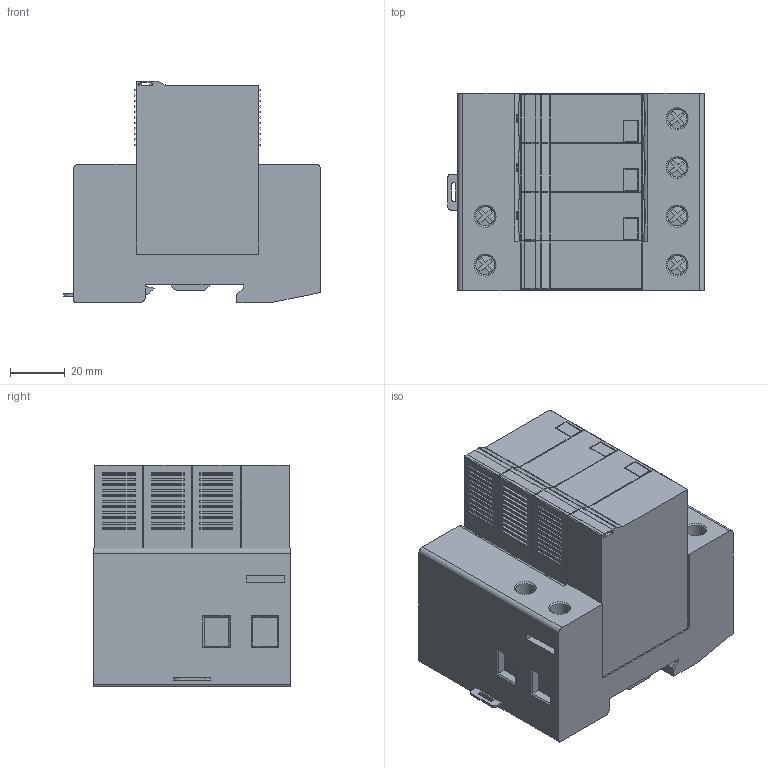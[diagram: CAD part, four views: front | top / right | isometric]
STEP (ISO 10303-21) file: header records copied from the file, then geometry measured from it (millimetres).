
FILE_DESCRIPTION (( 'STEP AP214' ), '1' );
FILE_NAME ('DS134R-G.STEP', '2023-01-26T15:23:35', ( '' ), ( '' ), 'SwSTEP 2.0', 'SolidWorks 2022', '' );
FILE_SCHEMA (( 'AUTOMOTIVE_DESIGN' ));
Length unit declared in the file: millimetre
Products named in the file (1): DS134R-G
Bounding box: 93.7 x 72 x 80.9 mm (x, y, z)
Volume: 385018.2 mm3; surface area: 66573.4 mm2
Topology: 1 solids, 1 shells, 874 faces, 2299 edges, 1518 vertices
Faces by surface type: plane 750, cylinder 109, bspline 8, cone 6, sphere 1
Full cylindrical faces by diameter (mm): 7 x6
Entity records: 36455 total; most frequent: CARTESIAN_POINT 5510, ORIENTED_EDGE 4558, DIRECTION 4120, EDGE_CURVE 2279, LINE 1994, VECTOR 1994, VERTEX_POINT 1512, AXIS2_PLACEMENT_3D 1063
